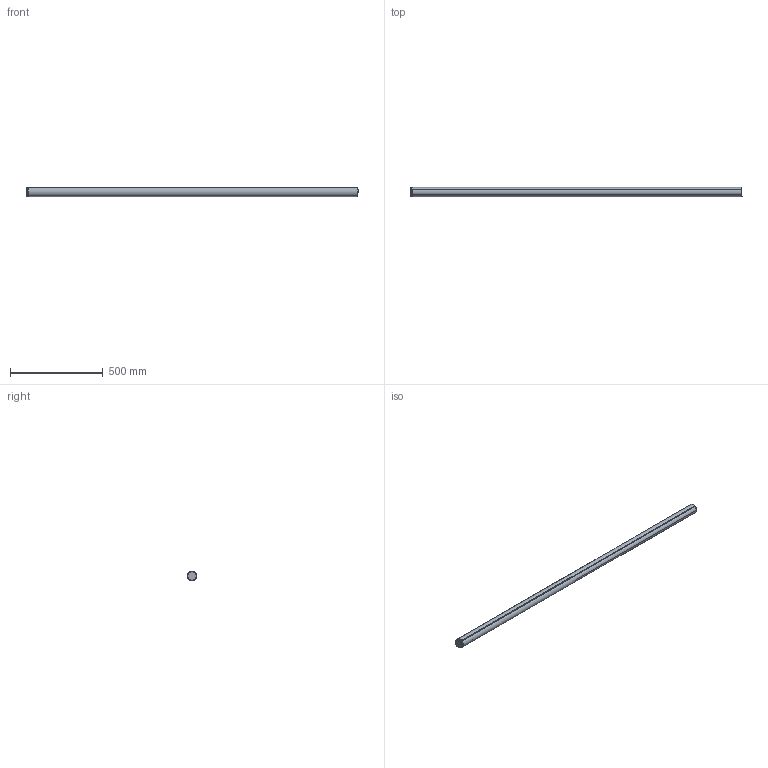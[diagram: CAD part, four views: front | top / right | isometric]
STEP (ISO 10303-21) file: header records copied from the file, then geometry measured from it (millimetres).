
FILE_DESCRIPTION(/* description */ (''),/* implementation_level */ '2;1');
FILE_NAME(/* name */ 'AoL-System-Suspension-Linear-1800-Terminal',/* time_stamp */ '2019-09-25T18:03:37+02:00',/* author */ (''),/* organization */ (''),/* preprocessor_version */ 'ST-DEVELOPER v15',/* originating_system */ '',/* authorisation */ '');
FILE_SCHEMA (('AUTOMOTIVE_DESIGN'));
Length unit declared in the file: millimetre
Products named in the file (1): Document
Bounding box: 1785.57 x 50 x 49.99 mm (x, y, z)
Volume: 840188.4 mm3; surface area: 640800.6 mm2
Topology: 3 solids, 3 shells, 56 faces, 121 edges, 72 vertices
Faces by surface type: bspline 45, plane 11
Entity records: 1642 total; most frequent: CARTESIAN_POINT 957, ORIENTED_EDGE 242, EDGE_CURVE 121, VERTEX_POINT 72, EDGE_LOOP 59, ADVANCED_FACE 56, FACE_OUTER_BOUND 56, DIRECTION 15
